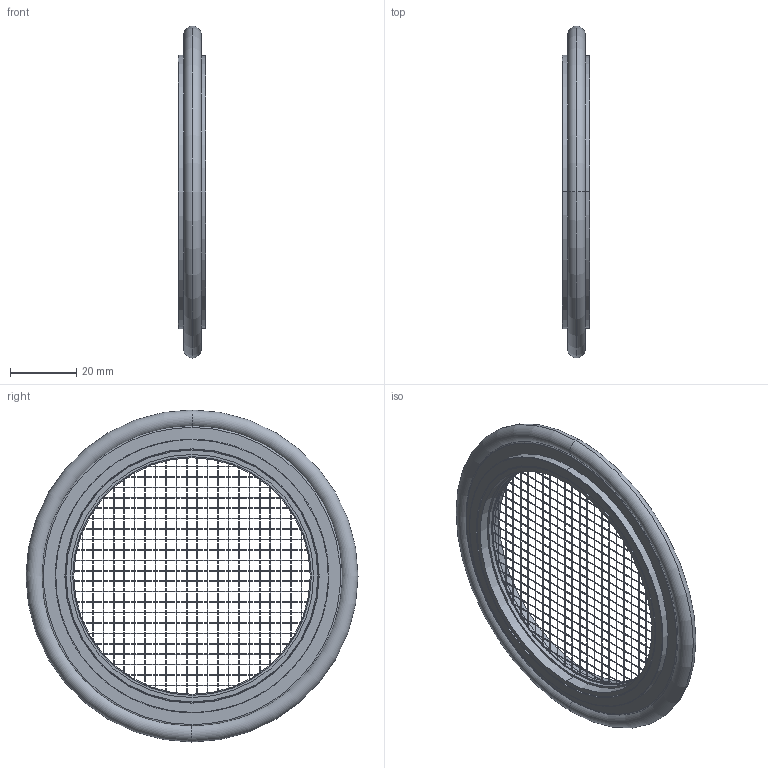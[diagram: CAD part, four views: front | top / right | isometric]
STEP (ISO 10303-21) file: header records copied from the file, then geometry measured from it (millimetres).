
FILE_DESCRIPTION (( 'STEP AP214' ), '1' );
FILE_NAME ('322ZRD080.stp', '2017-04-20T12:31:51', ( '' ), ( '' ), 'SwSTEP 2.0', 'SolidWorks 2015', '' );
FILE_SCHEMA (( 'AUTOMOTIVE_DESIGN' ));
Length unit declared in the file: millimetre
Products named in the file (1): 322ZRD080
Bounding box: 8.3 x 100.56 x 100.56 mm (x, y, z)
Volume: 20075.4 mm3; surface area: 20495.7 mm2
Topology: 4 solids, 4 shells, 1988 faces, 6174 edges, 4110 vertices
Faces by surface type: plane 1948, cylinder 20, bspline 16, torus 4
Entity records: 91825 total; most frequent: CARTESIAN_POINT 12771, ORIENTED_EDGE 12348, DIRECTION 10358, EDGE_CURVE 6174, VECTOR 5916, LINE 5916, VERTEX_POINT 4110, EDGE_LOOP 2928
